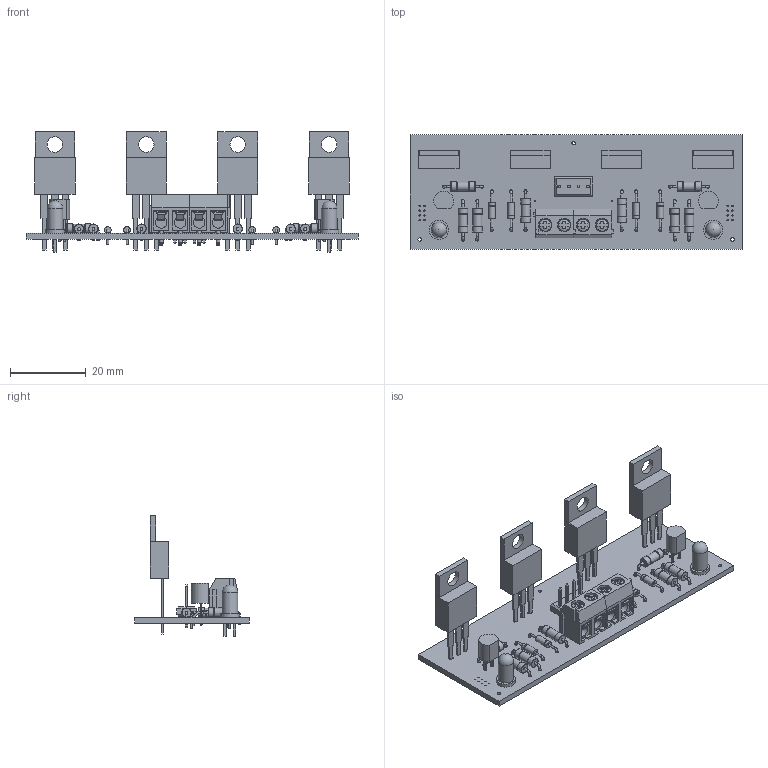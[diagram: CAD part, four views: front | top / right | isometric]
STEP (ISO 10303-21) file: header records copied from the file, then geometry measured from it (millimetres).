
FILE_DESCRIPTION(/* description */ (''),/* implementation_level */ '2;1');
FILE_NAME(/* name */ 'Motor_Driver v42.step',/* time_stamp */ '2019-02-08T19:07:00-08:00',/* author */ ('Alberto Larrazolo'),/* organization */ (''),/* preprocessor_version */ 'ST-DEVELOPER v17.2',/* originating_system */ 'Autodesk Translation Framework v7.6.0.251',/* authorisation */ '');
FILE_SCHEMA (('AUTOMOTIVE_DESIGN { 1 0 10303 214 3 1 1 }'));
Length unit declared in the file: millimetre
Products named in the file (10): Motor_Driver; PCB Component; Board; 1N4148DO35-10; 2N3904; INPUT_HEADER; M_B   V+   GND   M_A; 1k; LED_B; P_B
Assembly tree (24 placements, depth 3):
  Motor_Driver
    PCB Component
      Board
      1N4148DO35-10  x4
      2N3904  x2
      1k  x8
      INPUT_HEADER
      M_B   V+   GND   M_A
      LED_B  x2
      P_B  x4
Bounding box: 87.61 x 30.15 x 31.86 mm (x, y, z)
Volume: 8620.5 mm3; surface area: 13085.3 mm2
Topology: 40 solids, 40 shells, 959 faces, 2449 edges, 1640 vertices
Faces by surface type: plane 632, cylinder 217, torus 72, bspline 20, sphere 14, cone 4
Full cylindrical faces by diameter (mm): 0.35 x18, 0.55 x16, 0.6 x32, 0.813 x34, 0.9 x3, 1 x4, 1.016 x16, 1.194 x4, 1.75 x4, 1.78 x4, 2 x8, 2.1 x4, 2.375 x8, 2.5 x16, 3 x4, 3.2 x4, 3.5 x4, 4.08 x4, 4.1 x2, 5.1 x2
Entity records: 20588 total; most frequent: CARTESIAN_POINT 3919, DIRECTION 3298, ORIENTED_EDGE 3204, EDGE_CURVE 1602, LINE 1120, VECTOR 1120, AXIS2_PLACEMENT_3D 1089, VERTEX_POINT 1054
